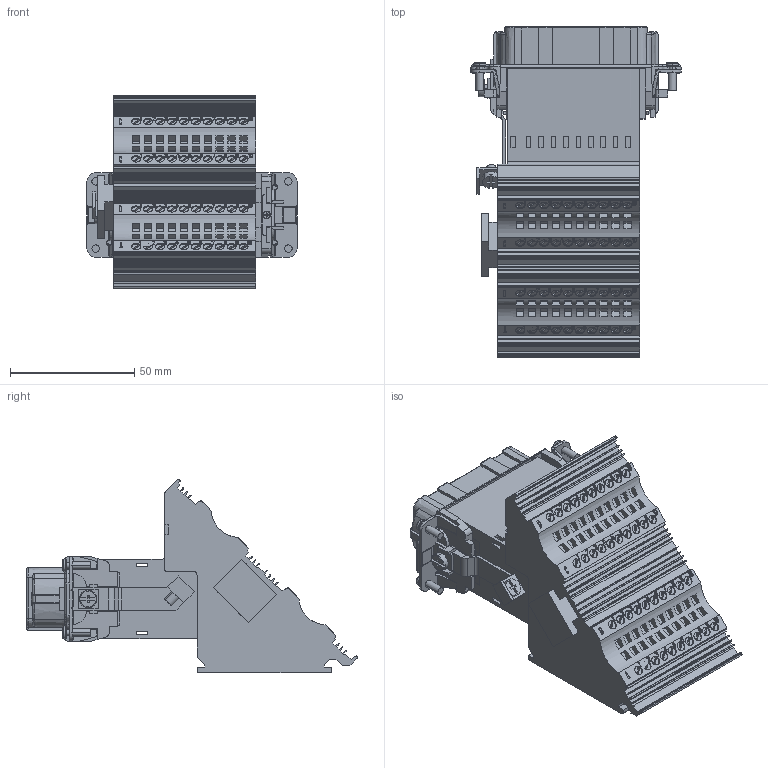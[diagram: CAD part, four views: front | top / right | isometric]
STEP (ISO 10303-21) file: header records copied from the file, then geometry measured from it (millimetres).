
FILE_DESCRIPTION((''),'2;1');
FILE_NAME('3D_1250640210101_HD-064-F_AV_L_','2017-09-19T',('tl.yang'),(''),'PRO/ENGINEER BY PARAMETRIC TECHNOLOGY CORPORATION, 2011500','PRO/ENGINEER BY PARAMETRIC TECHNOLOGY CORPORATION, 2011500','');
FILE_SCHEMA(('CONFIG_CONTROL_DESIGN'));
Products named in the file (1): 3D_1250640210101_HD-064-F_AV_L_
Bounding box: 84.5 x 132.9 x 78 mm (x, y, z)
Volume: 265217.1 mm3; surface area: 54237.7 mm2
Topology: 1 solids, 2 shells, 4485 faces, 12488 edges, 8243 vertices
Faces by surface type: plane 3855, cylinder 369, cone 156, bspline 72, torus 32, extrusion 1
Entity records: 143814 total; most frequent: CARTESIAN_POINT 28067, ORIENTED_EDGE 24968, DIRECTION 22313, EDGE_CURVE 12484, VECTOR 11047, LINE 11046, VERTEX_POINT 8241, AXIS2_PLACEMENT_3D 5633
